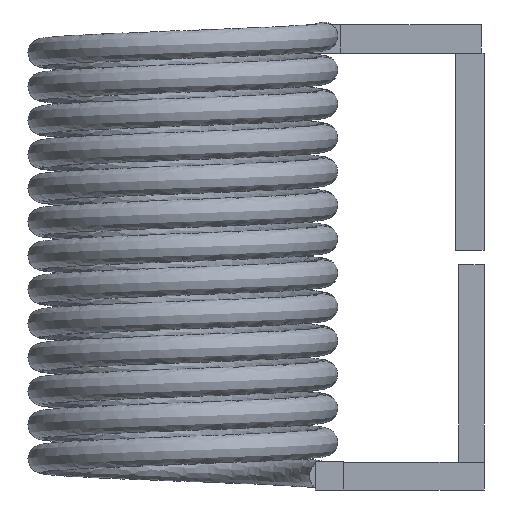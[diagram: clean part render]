
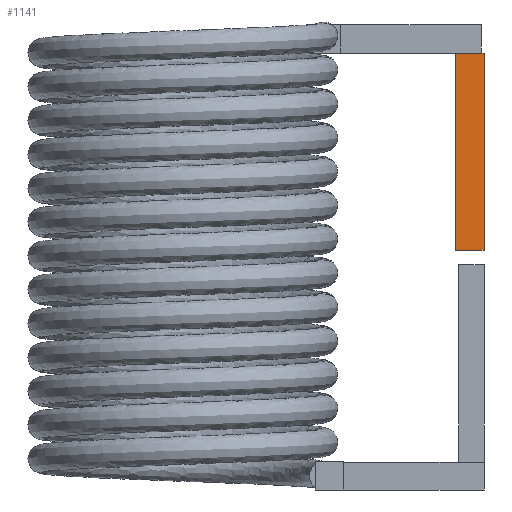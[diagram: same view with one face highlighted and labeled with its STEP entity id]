
A CAD part, front view. The second image highlights one B-rep face of the part: STEP entity #1141.
In plain terms, the highlighted planar face has unit normal (0, -1, 0).
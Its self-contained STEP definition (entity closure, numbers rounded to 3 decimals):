
#673 = VERTEX_POINT('',#674);
#674 = CARTESIAN_POINT('',(10.691,-0.089,15.));
#696 = VERTEX_POINT('',#697);
#697 = CARTESIAN_POINT('',(9.671,-0.089,15.));
#703 = EDGE_CURVE('',#696,#673,#704,.T.);
#704 = LINE('',#705,#706);
#705 = CARTESIAN_POINT('',(9.671,-0.089,15.));
#706 = VECTOR('',#707,1.);
#707 = DIRECTION('',(1.,0.,0.));
#1073 = VERTEX_POINT('',#1074);
#1074 = CARTESIAN_POINT('',(9.671,-0.089,8.));
#1080 = EDGE_CURVE('',#696,#1073,#1081,.T.);
#1081 = LINE('',#1082,#1083);
#1082 = CARTESIAN_POINT('',(9.671,-0.089,15.));
#1083 = VECTOR('',#1084,1.);
#1084 = DIRECTION('',(0.,0.,-1.));
#1121 = EDGE_CURVE('',#673,#1122,#1124,.T.);
#1122 = VERTEX_POINT('',#1123);
#1123 = CARTESIAN_POINT('',(10.691,-0.089,8.));
#1124 = LINE('',#1125,#1126);
#1125 = CARTESIAN_POINT('',(10.691,-0.089,15.));
#1126 = VECTOR('',#1127,1.);
#1127 = DIRECTION('',(0.,0.,-1.));
#1141 = ADVANCED_FACE('',(#1142),#1153,.T.);
#1142 = FACE_BOUND('',#1143,.T.);
#1143 = EDGE_LOOP('',(#1144,#1145,#1151,#1152));
#1144 = ORIENTED_EDGE('',*,*,#1080,.T.);
#1145 = ORIENTED_EDGE('',*,*,#1146,.T.);
#1146 = EDGE_CURVE('',#1073,#1122,#1147,.T.);
#1147 = LINE('',#1148,#1149);
#1148 = CARTESIAN_POINT('',(9.671,-0.089,8.));
#1149 = VECTOR('',#1150,1.);
#1150 = DIRECTION('',(1.,0.,0.));
#1151 = ORIENTED_EDGE('',*,*,#1121,.F.);
#1152 = ORIENTED_EDGE('',*,*,#703,.F.);
#1153 = PLANE('',#1154);
#1154 = AXIS2_PLACEMENT_3D('',#1155,#1156,#1157);
#1155 = CARTESIAN_POINT('',(9.671,-0.089,15.));
#1156 = DIRECTION('',(0.,-1.,0.));
#1157 = DIRECTION('',(1.,0.,0.));
